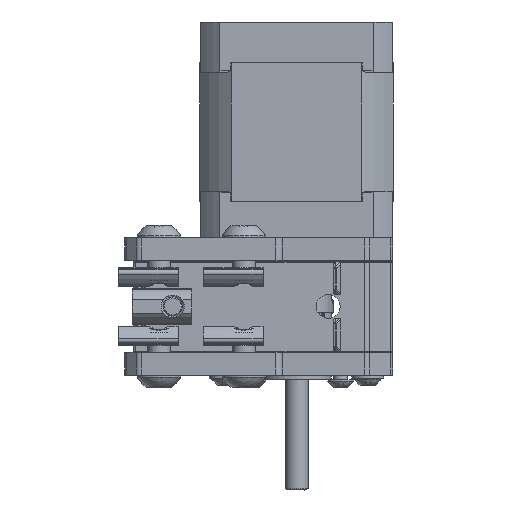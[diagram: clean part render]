
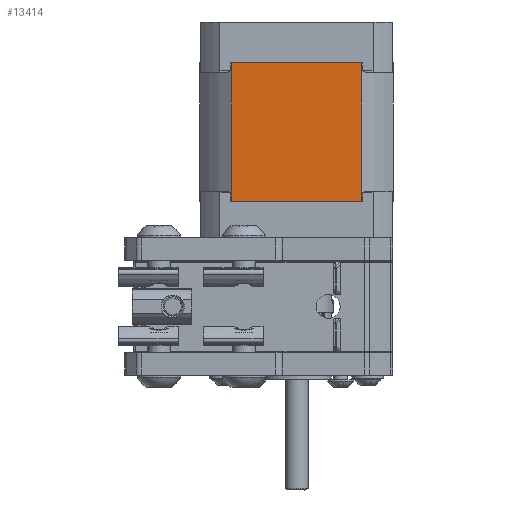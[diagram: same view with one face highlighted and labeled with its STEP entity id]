
A CAD part, left-side view. The second image highlights one B-rep face of the part: STEP entity #13414.
In plain terms, the highlighted planar face has unit normal (-1, 0, 0).
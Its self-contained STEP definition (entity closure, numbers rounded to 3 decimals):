
#2670=FACE_OUTER_BOUND('',#3538,.T.);
#3538=EDGE_LOOP('',(#12049,#12050,#12051,#12052,#12053,#12054,#12055,#12056,
#12057,#12058,#12059,#12060));
#4367=LINE('',#24507,#5361);
#4370=LINE('',#24518,#5364);
#4372=LINE('',#24527,#5366);
#4374=LINE('',#24531,#5368);
#4376=LINE('',#24534,#5370);
#4575=LINE('',#25208,#5569);
#4577=LINE('',#25215,#5571);
#4578=LINE('',#25217,#5572);
#4579=LINE('',#25219,#5573);
#4580=LINE('',#25221,#5574);
#4581=LINE('',#25223,#5575);
#4582=LINE('',#25224,#5576);
#5361=VECTOR('',#18627,30.2);
#5364=VECTOR('',#18636,0.1);
#5366=VECTOR('',#18644,0.1);
#5368=VECTOR('',#18650,5.724);
#5370=VECTOR('',#18654,5.724);
#5569=VECTOR('',#19309,17.012);
#5571=VECTOR('',#19317,0.1);
#5572=VECTOR('',#19318,5.724);
#5573=VECTOR('',#19319,30.2);
#5574=VECTOR('',#19320,5.724);
#5575=VECTOR('',#19321,0.1);
#5576=VECTOR('',#19322,17.012);
#6505=VERTEX_POINT('',#24504);
#6506=VERTEX_POINT('',#24506);
#6510=VERTEX_POINT('',#24515);
#6511=VERTEX_POINT('',#24517);
#6514=VERTEX_POINT('',#24524);
#6515=VERTEX_POINT('',#24526);
#6732=VERTEX_POINT('',#25206);
#6734=VERTEX_POINT('',#25214);
#6735=VERTEX_POINT('',#25216);
#6736=VERTEX_POINT('',#25218);
#6737=VERTEX_POINT('',#25220);
#6738=VERTEX_POINT('',#25222);
#8196=EDGE_CURVE('',#6506,#6505,#4367,.T.);
#8201=EDGE_CURVE('',#6511,#6510,#4370,.T.);
#8205=EDGE_CURVE('',#6515,#6514,#4372,.T.);
#8208=EDGE_CURVE('',#6505,#6515,#4374,.T.);
#8210=EDGE_CURVE('',#6510,#6506,#4376,.T.);
#8531=EDGE_CURVE('',#6514,#6732,#4575,.T.);
#8534=EDGE_CURVE('',#6732,#6734,#4577,.T.);
#8535=EDGE_CURVE('',#6735,#6734,#4578,.T.);
#8536=EDGE_CURVE('',#6736,#6735,#4579,.T.);
#8537=EDGE_CURVE('',#6737,#6736,#4580,.T.);
#8538=EDGE_CURVE('',#6737,#6738,#4581,.T.);
#8539=EDGE_CURVE('',#6738,#6511,#4582,.T.);
#12049=ORIENTED_EDGE('',*,*,#8531,.T.);
#12050=ORIENTED_EDGE('',*,*,#8534,.T.);
#12051=ORIENTED_EDGE('',*,*,#8535,.F.);
#12052=ORIENTED_EDGE('',*,*,#8536,.F.);
#12053=ORIENTED_EDGE('',*,*,#8537,.F.);
#12054=ORIENTED_EDGE('',*,*,#8538,.T.);
#12055=ORIENTED_EDGE('',*,*,#8539,.T.);
#12056=ORIENTED_EDGE('',*,*,#8201,.T.);
#12057=ORIENTED_EDGE('',*,*,#8210,.T.);
#12058=ORIENTED_EDGE('',*,*,#8196,.T.);
#12059=ORIENTED_EDGE('',*,*,#8208,.T.);
#12060=ORIENTED_EDGE('',*,*,#8205,.T.);
#12685=PLANE('',#15226);
#13414=ADVANCED_FACE('',(#2670),#12685,.T.);
#15226=AXIS2_PLACEMENT_3D('',#25213,#19315,#19316);
#18627=DIRECTION('',(0.,0.,-1.));
#18636=DIRECTION('',(0.,0.,-1.));
#18644=DIRECTION('',(0.,0.,-1.));
#18650=DIRECTION('',(0.,-1.,0.));
#18654=DIRECTION('',(0.,1.,0.));
#19309=DIRECTION('',(0.,-1.,0.));
#19315=DIRECTION('center_axis',(-1.,0.,0.));
#19316=DIRECTION('ref_axis',(0.,0.,1.));
#19317=DIRECTION('',(0.,0.,1.));
#19318=DIRECTION('',(0.,1.,0.));
#19319=DIRECTION('',(0.,0.,-1.));
#19320=DIRECTION('',(0.,-1.,0.));
#19321=DIRECTION('',(0.,0.,1.));
#19322=DIRECTION('',(0.,1.,0.));
#24504=CARTESIAN_POINT('',(-21.1,14.23,-19.54));
#24506=CARTESIAN_POINT('',(-21.1,14.23,10.66));
#24507=CARTESIAN_POINT('',(-21.1,14.23,10.66));
#24515=CARTESIAN_POINT('',(-21.1,8.506,10.66));
#24517=CARTESIAN_POINT('',(-21.1,8.506,10.76));
#24518=CARTESIAN_POINT('',(-21.1,8.506,10.76));
#24524=CARTESIAN_POINT('',(-21.1,8.506,-19.64));
#24526=CARTESIAN_POINT('',(-21.1,8.506,-19.54));
#24527=CARTESIAN_POINT('',(-21.1,8.506,-19.54));
#24531=CARTESIAN_POINT('',(-21.1,14.23,-19.54));
#24534=CARTESIAN_POINT('',(-21.1,8.506,10.66));
#25206=CARTESIAN_POINT('',(-21.1,-8.506,-19.64));
#25208=CARTESIAN_POINT('',(-21.1,8.506,-19.64));
#25213=CARTESIAN_POINT('Origin',(-21.1,-14.231,-19.641));
#25214=CARTESIAN_POINT('',(-21.1,-8.506,-19.54));
#25215=CARTESIAN_POINT('',(-21.1,-8.506,-19.64));
#25216=CARTESIAN_POINT('',(-21.1,-14.23,-19.54));
#25217=CARTESIAN_POINT('',(-21.1,-14.23,-19.54));
#25218=CARTESIAN_POINT('',(-21.1,-14.23,10.66));
#25219=CARTESIAN_POINT('',(-21.1,-14.23,10.66));
#25220=CARTESIAN_POINT('',(-21.1,-8.506,10.66));
#25221=CARTESIAN_POINT('',(-21.1,-8.506,10.66));
#25222=CARTESIAN_POINT('',(-21.1,-8.506,10.76));
#25223=CARTESIAN_POINT('',(-21.1,-8.506,10.66));
#25224=CARTESIAN_POINT('',(-21.1,-8.506,10.76));
